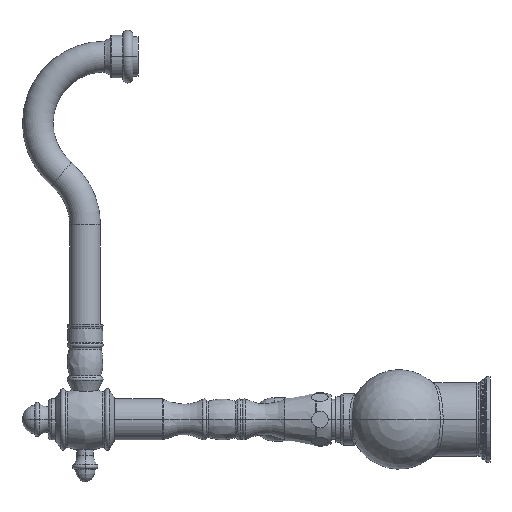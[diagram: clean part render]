
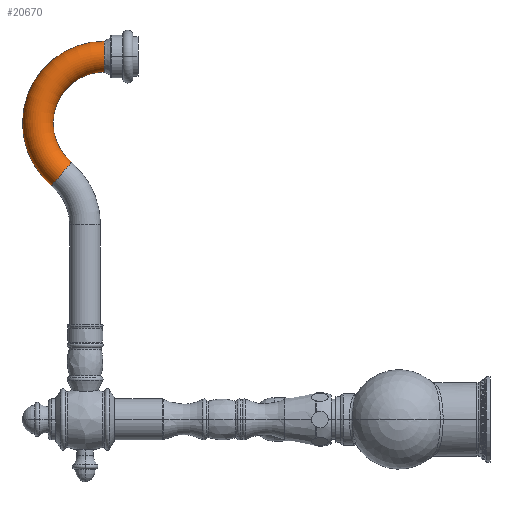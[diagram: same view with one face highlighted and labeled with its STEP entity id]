
A CAD part, left-side view. The second image highlights one B-rep face of the part: STEP entity #20670.
In plain terms, the highlighted toroidal (fillet/blend) face has major radius 39 mm and minor radius 9 mm.
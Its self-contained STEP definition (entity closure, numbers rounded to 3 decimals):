
#8455=CARTESIAN_POINT('',(0.,172.75,173.663));
#8456=DIRECTION('',(1.,0.,0.));
#8457=DIRECTION('',(0.,0.645,-0.764));
#8458=AXIS2_PLACEMENT_3D('',#8455,#8456,#8457);
#8470=CARTESIAN_POINT('',(0.,172.883,
221.663));
#8471=CARTESIAN_POINT('',(-0.106,172.883,
221.663));
#8472=CARTESIAN_POINT('',(-0.317,172.883,
221.659));
#8473=CARTESIAN_POINT('',(-0.635,172.883,
221.643));
#8474=CARTESIAN_POINT('',(-0.951,172.883,
221.615));
#8475=CARTESIAN_POINT('',(-1.266,172.883,221.576));
#8476=CARTESIAN_POINT('',(-1.58,172.883,221.525));
#8477=CARTESIAN_POINT('',(-1.891,172.883,221.464));
#8478=CARTESIAN_POINT('',(-2.201,172.883,221.392));
#8479=CARTESIAN_POINT('',(-2.507,172.883,221.309));
#8480=CARTESIAN_POINT('',(-2.811,172.883,221.215));
#8481=CARTESIAN_POINT('',(-3.111,172.883,221.11));
#8482=CARTESIAN_POINT('',(-3.407,172.883,220.995));
#8483=CARTESIAN_POINT('',(-3.699,172.883,220.87));
#8484=CARTESIAN_POINT('',(-3.986,172.883,220.734));
#8485=CARTESIAN_POINT('',(-4.269,172.883,220.589));
#8486=CARTESIAN_POINT('',(-4.546,172.883,220.433));
#8487=CARTESIAN_POINT('',(-4.817,172.883,220.268));
#8488=CARTESIAN_POINT('',(-5.082,172.883,220.093));
#8489=CARTESIAN_POINT('',(-5.341,172.883,219.909));
#8490=CARTESIAN_POINT('',(-5.594,172.883,219.716));
#8491=CARTESIAN_POINT('',(-5.839,172.883,219.514));
#8492=CARTESIAN_POINT('',(-6.077,172.883,219.304));
#8493=CARTESIAN_POINT('',(-6.308,172.883,219.085));
#8494=CARTESIAN_POINT('',(-6.531,172.883,218.859));
#8495=CARTESIAN_POINT('',(-6.745,172.883,218.624));
#8496=CARTESIAN_POINT('',(-6.951,172.883,218.383));
#8497=CARTESIAN_POINT('',(-7.149,172.883,218.134));
#8498=CARTESIAN_POINT('',(-7.337,172.883,217.878));
#8499=CARTESIAN_POINT('',(-7.517,172.883,217.616));
#8500=CARTESIAN_POINT('',(-7.687,172.883,217.348));
#8501=CARTESIAN_POINT('',(-7.847,172.883,217.073));
#8502=CARTESIAN_POINT('',(-7.998,172.883,216.794));
#8503=CARTESIAN_POINT('',(-8.139,172.883,216.509));
#8504=CARTESIAN_POINT('',(-8.27,172.883,216.219));
#8505=CARTESIAN_POINT('',(-8.39,172.884,215.925));
#8506=CARTESIAN_POINT('',(-8.5,172.884,215.627));
#8507=CARTESIAN_POINT('',(-8.599,172.884,215.325));
#8508=CARTESIAN_POINT('',(-8.688,172.884,215.02));
#8509=CARTESIAN_POINT('',(-8.766,172.884,214.712));
#8510=CARTESIAN_POINT('',(-8.832,172.884,214.402));
#8511=CARTESIAN_POINT('',(-8.888,172.884,214.089));
#8512=CARTESIAN_POINT('',(-8.933,172.884,213.774));
#8513=CARTESIAN_POINT('',(-8.967,172.884,213.458));
#8514=CARTESIAN_POINT('',(-8.989,172.884,213.142));
#8515=CARTESIAN_POINT('',(-9.,172.884,212.824));
#8516=CARTESIAN_POINT('',(-9.001,172.884,212.506));
#8517=CARTESIAN_POINT('',(-8.989,172.884,212.189));
#8518=CARTESIAN_POINT('',(-8.967,172.884,211.872));
#8519=CARTESIAN_POINT('',(-8.934,172.884,211.556));
#8520=CARTESIAN_POINT('',(-8.889,172.884,211.241));
#8521=CARTESIAN_POINT('',(-8.833,172.884,210.929));
#8522=CARTESIAN_POINT('',(-8.766,172.884,210.618));
#8523=CARTESIAN_POINT('',(-8.689,172.884,210.31));
#8524=CARTESIAN_POINT('',(-8.6,172.884,210.005));
#8525=CARTESIAN_POINT('',(-8.501,172.884,209.703));
#8526=CARTESIAN_POINT('',(-8.391,172.884,209.405));
#8527=CARTESIAN_POINT('',(-8.271,172.885,209.111));
#8528=CARTESIAN_POINT('',(-8.141,172.885,208.821));
#8529=CARTESIAN_POINT('',(-8.,172.885,208.536));
#8530=CARTESIAN_POINT('',(-7.849,172.885,208.256));
#8531=CARTESIAN_POINT('',(-7.689,172.885,207.982));
#8532=CARTESIAN_POINT('',(-7.519,172.885,207.714));
#8533=CARTESIAN_POINT('',(-7.34,172.885,207.451));
#8534=CARTESIAN_POINT('',(-7.151,172.885,207.195));
#8535=CARTESIAN_POINT('',(-6.954,172.885,206.946));
#8536=CARTESIAN_POINT('',(-6.747,172.885,206.704));
#8537=CARTESIAN_POINT('',(-6.533,172.885,206.47));
#8538=CARTESIAN_POINT('',(-6.31,172.885,206.243));
#8539=CARTESIAN_POINT('',(-6.08,172.885,206.024));
#8540=CARTESIAN_POINT('',(-5.841,172.885,205.814));
#8541=CARTESIAN_POINT('',(-5.596,172.885,205.612));
#8542=CARTESIAN_POINT('',(-5.343,172.885,205.419));
#8543=CARTESIAN_POINT('',(-5.084,172.885,205.235));
#8544=CARTESIAN_POINT('',(-4.819,172.885,205.06));
#8545=CARTESIAN_POINT('',(-4.547,172.885,204.894));
#8546=CARTESIAN_POINT('',(-4.27,172.885,204.739));
#8547=CARTESIAN_POINT('',(-3.988,172.885,204.593));
#8548=CARTESIAN_POINT('',(-3.7,172.886,204.457));
#8549=CARTESIAN_POINT('',(-3.408,172.886,204.331));
#8550=CARTESIAN_POINT('',(-3.112,172.886,204.216));
#8551=CARTESIAN_POINT('',(-2.812,172.886,204.112));
#8552=CARTESIAN_POINT('',(-2.508,172.886,204.018));
#8553=CARTESIAN_POINT('',(-2.202,172.886,203.935));
#8554=CARTESIAN_POINT('',(-1.892,172.886,203.862));
#8555=CARTESIAN_POINT('',(-1.581,172.886,203.801));
#8556=CARTESIAN_POINT('',(-1.267,172.886,203.751));
#8557=CARTESIAN_POINT('',(-0.951,172.886,
203.712));
#8558=CARTESIAN_POINT('',(-0.635,172.886,
203.684));
#8559=CARTESIAN_POINT('',(-0.318,172.886,
203.667));
#8560=CARTESIAN_POINT('',(-0.106,172.886,
203.663));
#8561=CARTESIAN_POINT('',(0.,172.886,
203.663));
#8563=CARTESIAN_POINT('',(0.,197.9,143.856));
#8564=DIRECTION('',(0.,0.764,0.645));
#8565=DIRECTION('',(0.,0.645,-0.764));
#8566=AXIS2_PLACEMENT_3D('',#8563,#8564,#8565);
#8568=CARTESIAN_POINT('',(0.,172.75,173.663));
#8569=DIRECTION('',(1.,0.,0.));
#8570=DIRECTION('',(0.,0.645,-0.764));
#8571=AXIS2_PLACEMENT_3D('',#8568,#8569,#8570);
#10153=CARTESIAN_POINT('',(0.,192.096,
150.735));
#10154=CARTESIAN_POINT('',(0.,203.704,
136.977));
#10155=VERTEX_POINT('',#10153);
#10156=VERTEX_POINT('',#10154);
#10161=VERTEX_POINT('',#8470);
#10162=VERTEX_POINT('',#8561);
#20659=CARTESIAN_POINT('',(0.,172.75,173.663));
#20660=DIRECTION('',(1.,0.,0.));
#20661=DIRECTION('',(0.,-0.645,0.764));
#20662=AXIS2_PLACEMENT_3D('',#20659,#20660,#20661);
#20663=TOROIDAL_SURFACE('',#20662,39.,9.);
#20664=ORIENTED_EDGE('',*,*,#20643,.T.);
#20665=ORIENTED_EDGE('',*,*,#20436,.F.);
#20666=ORIENTED_EDGE('',*,*,#20392,.F.);
#20667=ORIENTED_EDGE('',*,*,#20433,.T.);
#20668=EDGE_LOOP('',(#20664,#20665,#20666,#20667));
#20669=FACE_OUTER_BOUND('',#20668,.F.);
#20670=ADVANCED_FACE('',(#20669),#20663,.T.);
#8459=CIRCLE('',#8458,30.);
#8562=B_SPLINE_CURVE_WITH_KNOTS('',3,(#8470,#8471,#8472,#8473,#8474,#8475,#8476,
#8477,#8478,#8479,#8480,#8481,#8482,#8483,#8484,#8485,#8486,#8487,#8488,#8489,
#8490,#8491,#8492,#8493,#8494,#8495,#8496,#8497,#8498,#8499,#8500,#8501,#8502,
#8503,#8504,#8505,#8506,#8507,#8508,#8509,#8510,#8511,#8512,#8513,#8514,#8515,
#8516,#8517,#8518,#8519,#8520,#8521,#8522,#8523,#8524,#8525,#8526,#8527,#8528,
#8529,#8530,#8531,#8532,#8533,#8534,#8535,#8536,#8537,#8538,#8539,#8540,#8541,
#8542,#8543,#8544,#8545,#8546,#8547,#8548,#8549,#8550,#8551,#8552,#8553,#8554,
#8555,#8556,#8557,#8558,#8559,#8560,#8561),.UNSPECIFIED.,.F.,.F.,(4,1,1,1,1,1,1,
1,1,1,1,1,1,1,1,1,1,1,1,1,1,1,1,1,1,1,1,1,1,1,1,1,1,1,1,1,1,1,1,1,1,1,1,1,1,1,1,
1,1,1,1,1,1,1,1,1,1,1,1,1,1,1,1,1,1,1,1,1,1,1,1,1,1,1,1,1,1,1,1,1,1,1,1,1,1,1,1,
1,1,4),(0.,0.011,0.022,0.034,
0.045,0.056,0.067,0.079,
0.09,0.101,0.112,0.124,
0.135,0.146,0.157,0.169,
0.18,0.191,0.202,0.213,
0.225,0.236,0.247,0.258,
0.27,0.281,0.292,0.303,
0.315,0.326,0.337,0.348,
0.36,0.371,0.382,0.393,
0.404,0.416,0.427,0.438,
0.449,0.461,0.472,0.483,
0.494,0.506,0.517,0.528,
0.539,0.551,0.562,0.573,
0.584,0.596,0.607,0.618,
0.629,0.64,0.652,0.663,
0.674,0.685,0.697,0.708,
0.719,0.73,0.742,0.753,
0.764,0.775,0.787,0.798,
0.809,0.82,0.831,0.843,
0.854,0.865,0.876,0.888,
0.899,0.91,0.921,0.933,
0.944,0.955,0.966,0.978,
0.989,1.),.UNSPECIFIED.);
#8567=CIRCLE('',#8566,9.);
#8572=CIRCLE('',#8571,48.);
#20392=EDGE_CURVE('',#10156,#10155,#8567,.T.);
#20433=EDGE_CURVE('',#10156,#10161,#8572,.T.);
#20436=EDGE_CURVE('',#10155,#10162,#8459,.T.);
#20643=EDGE_CURVE('',#10161,#10162,#8562,.T.);
